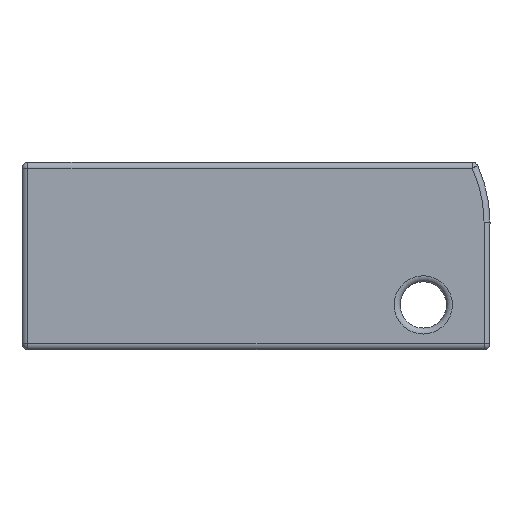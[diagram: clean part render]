
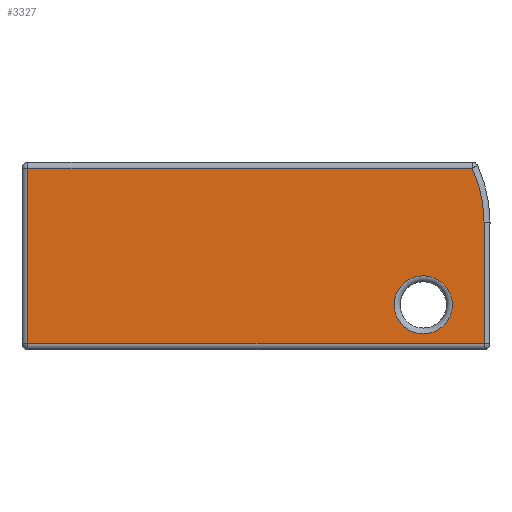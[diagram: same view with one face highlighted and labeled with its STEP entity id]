
A CAD part, left-side view. The second image highlights one B-rep face of the part: STEP entity #3327.
In plain terms, the highlighted planar face has unit normal (-1, 0, 0).
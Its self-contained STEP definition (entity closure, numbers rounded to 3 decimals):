
#58=FACE_BOUND('',#658,.T.);
#72=PLANE('',#3566);
#192=CIRCLE('',#3564,1.95);
#194=CIRCLE('',#3567,8.6);
#437=FACE_OUTER_BOUND('',#657,.T.);
#657=EDGE_LOOP('',(#2346,#2347,#2348,#2349,#2350));
#658=EDGE_LOOP('',(#2351));
#903=LINE('',#5683,#1213);
#904=LINE('',#5685,#1214);
#905=LINE('',#5687,#1215);
#906=LINE('',#5689,#1216);
#1213=VECTOR('',#3988,10.);
#1214=VECTOR('',#3989,10.);
#1215=VECTOR('',#3990,10.);
#1216=VECTOR('',#3991,10.);
#1532=VERTEX_POINT('',#5676);
#1533=VERTEX_POINT('',#5681);
#1534=VERTEX_POINT('',#5682);
#1535=VERTEX_POINT('',#5684);
#1536=VERTEX_POINT('',#5686);
#1537=VERTEX_POINT('',#5688);
#1829=EDGE_CURVE('',#1532,#1532,#192,.T.);
#1831=EDGE_CURVE('',#1533,#1534,#903,.T.);
#1832=EDGE_CURVE('',#1535,#1533,#904,.T.);
#1833=EDGE_CURVE('',#1536,#1535,#905,.T.);
#1834=EDGE_CURVE('',#1537,#1536,#906,.T.);
#1835=EDGE_CURVE('',#1534,#1537,#194,.T.);
#2346=ORIENTED_EDGE('',*,*,#1831,.F.);
#2347=ORIENTED_EDGE('',*,*,#1832,.F.);
#2348=ORIENTED_EDGE('',*,*,#1833,.F.);
#2349=ORIENTED_EDGE('',*,*,#1834,.F.);
#2350=ORIENTED_EDGE('',*,*,#1835,.F.);
#2351=ORIENTED_EDGE('',*,*,#1829,.F.);
#3327=ADVANCED_FACE('',(#437,#58),#72,.T.);
#3564=AXIS2_PLACEMENT_3D('',#5678,#3982,#3983);
#3566=AXIS2_PLACEMENT_3D('',#5680,#3986,#3987);
#3567=AXIS2_PLACEMENT_3D('',#5690,#3992,#3993);
#3982=DIRECTION('center_axis',(-1.,0.,0.));
#3983=DIRECTION('ref_axis',(0.,-1.,0.));
#3986=DIRECTION('center_axis',(-1.,0.,0.));
#3987=DIRECTION('ref_axis',(0.,0.,-1.));
#3988=DIRECTION('',(0.,1.,0.));
#3989=DIRECTION('',(0.,0.,-1.));
#3990=DIRECTION('',(0.,-1.,0.));
#3991=DIRECTION('',(0.,0.,1.));
#3992=DIRECTION('center_axis',(1.,0.,0.));
#3993=DIRECTION('ref_axis',(0.,0.974,-0.228));
#5676=CARTESIAN_POINT('',(-40.,200.387,-161.371));
#5678=CARTESIAN_POINT('Origin',(-40.,200.387,-159.421));
#5680=CARTESIAN_POINT('Origin',(-40.,191.542,-160.421));
#5681=CARTESIAN_POINT('',(-40.,173.927,-168.571));
#5682=CARTESIAN_POINT('',(-40.,203.667,-168.571));
#5683=CARTESIAN_POINT('',(-40.,193.199,-168.571));
#5684=CARTESIAN_POINT('',(-40.,173.927,-156.821));
#5685=CARTESIAN_POINT('',(-40.,173.927,-159.921));
#5686=CARTESIAN_POINT('',(-40.,204.457,-156.821));
#5687=CARTESIAN_POINT('',(-40.,185.034,-156.821));
#5688=CARTESIAN_POINT('',(-40.,204.457,-164.971));
#5689=CARTESIAN_POINT('',(-40.,204.457,-161.559));
#5690=CARTESIAN_POINT('Origin',(-40.,195.857,-164.971));
